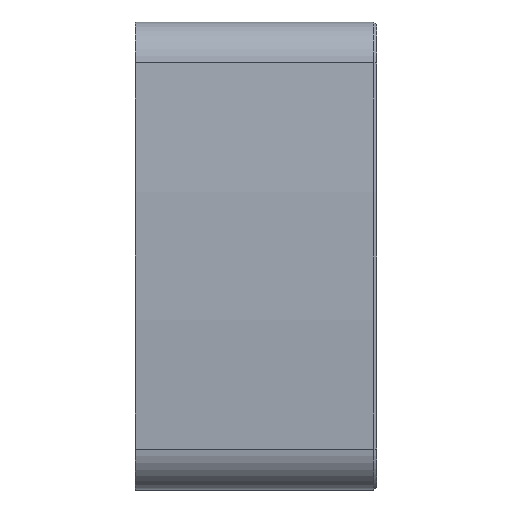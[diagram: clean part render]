
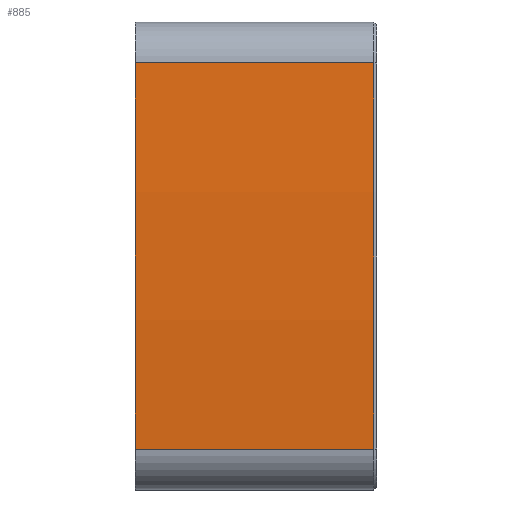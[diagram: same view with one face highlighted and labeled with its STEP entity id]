
A CAD part, front view. The second image highlights one B-rep face of the part: STEP entity #885.
In plain terms, the highlighted cylindrical face has radius 1879 mm (diameter 3758 mm), a partial arc.
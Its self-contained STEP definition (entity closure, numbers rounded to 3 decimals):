
#73 = EDGE_CURVE ( 'NONE', #1565, #2730, #1271, .T. ) ;
#496 = CARTESIAN_POINT ( 'NONE',  ( 5., -1874.35, -132.109 ) ) ;
#504 = CIRCLE ( 'NONE', #789, 1879. ) ;
#532 = EDGE_CURVE ( 'NONE', #2730, #3927, #5404, .T. ) ;
#704 = AXIS2_PLACEMENT_3D ( 'NONE', #1033, #1003, #988 ) ;
#789 = AXIS2_PLACEMENT_3D ( 'NONE', #4821, #5370, #2281 ) ;
#885 = ADVANCED_FACE ( 'NONE', ( #6473 ), #919, .T. ) ;
#919 = CYLINDRICAL_SURFACE ( 'NONE', #2932, 1879. ) ;
#936 = CARTESIAN_POINT ( 'NONE',  ( 5., -1874.35, 132.109 ) ) ;
#988 = DIRECTION ( 'NONE',  ( 0., 0., 1. ) ) ;
#1003 = DIRECTION ( 'NONE',  ( 1., 0., 0. ) ) ;
#1033 = CARTESIAN_POINT ( 'NONE',  ( 168., 0., 0. ) ) ;
#1041 = VECTOR ( 'NONE', #4900, 1000. ) ;
#1271 = LINE ( 'NONE', #4932, #1041 ) ;
#1369 = ORIENTED_EDGE ( 'NONE', *, *, #1549, .F. ) ;
#1377 = EDGE_CURVE ( 'NONE', #1565, #5835, #504, .T. ) ;
#1549 = EDGE_CURVE ( 'NONE', #3927, #5835, #6466, .T. ) ;
#1565 = VERTEX_POINT ( 'NONE', #936 ) ;
#2090 = CARTESIAN_POINT ( 'NONE',  ( 168., -1874.35, -132.109 ) ) ;
#2281 = DIRECTION ( 'NONE',  ( 0., 0., -1. ) ) ;
#2522 = DIRECTION ( 'NONE',  ( 0., 1., 0. ) ) ;
#2683 = ORIENTED_EDGE ( 'NONE', *, *, #73, .F. ) ;
#2730 = VERTEX_POINT ( 'NONE', #5256 ) ;
#2904 = EDGE_LOOP ( 'NONE', ( #5093, #2683, #5350, #1369 ) ) ;
#2932 = AXIS2_PLACEMENT_3D ( 'NONE', #4002, #2993, #2522 ) ;
#2993 = DIRECTION ( 'NONE',  ( 1., 0., 0. ) ) ;
#3490 = CARTESIAN_POINT ( 'NONE',  ( 168., -1874.35, -132.109 ) ) ;
#3669 = VECTOR ( 'NONE', #3957, 1000. ) ;
#3927 = VERTEX_POINT ( 'NONE', #2090 ) ;
#3957 = DIRECTION ( 'NONE',  ( -1., 0., 0. ) ) ;
#4002 = CARTESIAN_POINT ( 'NONE',  ( 0., 0., 0. ) ) ;
#4821 = CARTESIAN_POINT ( 'NONE',  ( 5., 0., 0. ) ) ;
#4900 = DIRECTION ( 'NONE',  ( 1., 0., 0. ) ) ;
#4932 = CARTESIAN_POINT ( 'NONE',  ( 5., -1874.35, 132.109 ) ) ;
#5093 = ORIENTED_EDGE ( 'NONE', *, *, #532, .F. ) ;
#5256 = CARTESIAN_POINT ( 'NONE',  ( 168., -1874.35, 132.109 ) ) ;
#5350 = ORIENTED_EDGE ( 'NONE', *, *, #1377, .T. ) ;
#5370 = DIRECTION ( 'NONE',  ( 1., 0., 0. ) ) ;
#5404 = CIRCLE ( 'NONE', #704, 1879. ) ;
#5835 = VERTEX_POINT ( 'NONE', #496 ) ;
#6466 = LINE ( 'NONE', #3490, #3669 ) ;
#6473 = FACE_OUTER_BOUND ( 'NONE', #2904, .T. ) ;
